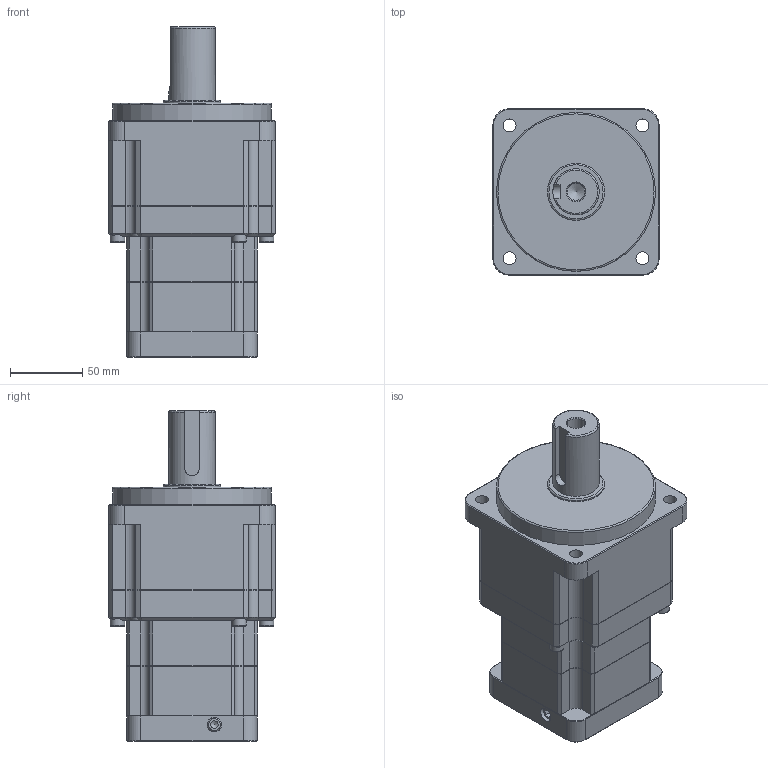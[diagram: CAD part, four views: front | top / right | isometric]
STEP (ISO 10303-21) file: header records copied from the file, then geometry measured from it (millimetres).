
FILE_DESCRIPTION((''),'2;1');
FILE_NAME('SPI(H)115D SERIES (2 STAGE-KA TYPE)_Shrinkwrap_1.stp','2014-05-08T13:55:52',('nagyu'),(''),'Autodesk Inventor 2013','Autodesk Inventor 2013','');
FILE_SCHEMA(('AUTOMOTIVE_DESIGN { 1 0 10303 214 1 1 1 1 }'));
Length unit declared in the file: millimetre
Products named in the file (1): SPI(H)115D SERIES (2 STAGE-KA TYPE)_Shrinkwrap_1
Bounding box: 115 x 115 x 228.7 mm (x, y, z)
Volume: 1667741.3 mm3; surface area: 120594.8 mm2
Topology: 1 solids, 9 shells, 448 faces, 1068 edges, 660 vertices
Faces by surface type: plane 237, cylinder 110, cone 82, torus 19
Full cylindrical faces by diameter (mm): 4.917 x4, 5 x4, 5.5 x4, 6 x4, 6.6 x4, 8.5 x4, 9 x4, 9.5 x4, 10 x6, 11 x4, 12 x1, 12.5 x1, 19 x1, 22 x1, 32 x1, 39.5 x1, 64 x1, 70 x1, 110 x1
Entity records: 12289 total; most frequent: CARTESIAN_POINT 2419, DIRECTION 2035, ORIENTED_EDGE 1882, EDGE_CURVE 941, AXIS2_PLACEMENT_3D 772, VERTEX_POINT 624, EDGE_LOOP 587, VECTOR 491
